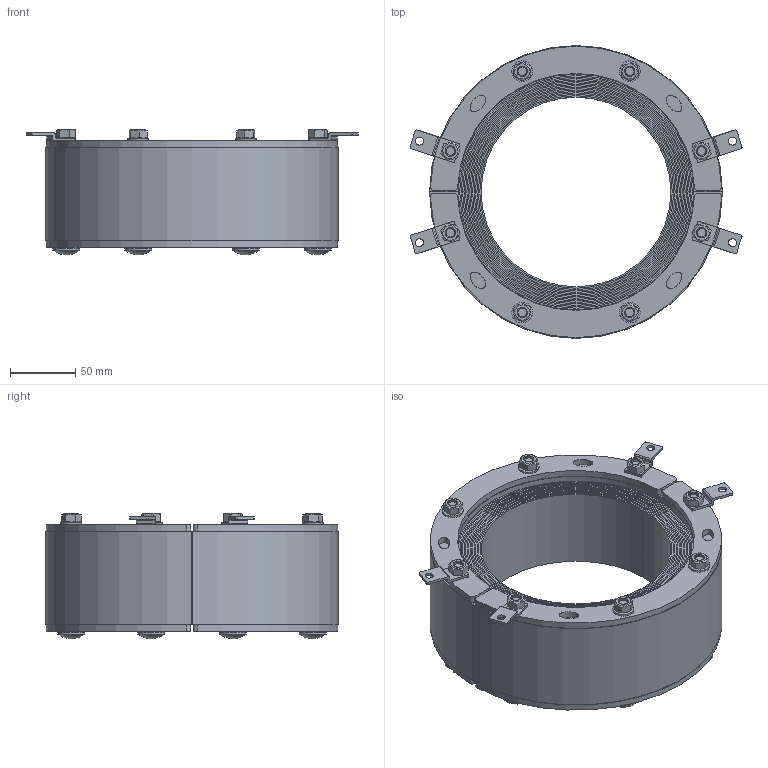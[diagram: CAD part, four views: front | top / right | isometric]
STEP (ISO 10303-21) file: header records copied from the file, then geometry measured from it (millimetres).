
FILE_DESCRIPTION(/* description */ ('RUBBER PROFILE'),/* implementation_level */ '2;1');
FILE_NAME(/* name */ 'RS_225_UG_WOC.stp',/* time_stamp */ '2018-06-26T15:15:26+02:00',/* author */ ('se-tontor'),/* organization */ (''),/* preprocessor_version */ 'ST-DEVELOPER v16.1',/* originating_system */ 'Autodesk Inventor 2016',/* authorisation */ '');
FILE_SCHEMA (('AUTOMOTIVE_DESIGN { 1 0 10303 214 3 1 1 }'));
Length unit declared in the file: millimetre
Products named in the file (10): 100-092019; 100-087460; 100-092018; 100-092016; 100-001221; 100-003448; 100-001228; 100-002310; 100-051209-01; 100-092015
Assembly tree (40 placements, depth 3):
  100-092015
    100-092018  x2
      100-092019
      100-087460
    100-092016  x4
    100-001221  x8
    100-003448  x8
    100-001228  x8
    100-002310  x4
    100-051209-01  x4
Bounding box: 255.19 x 225 x 96.57 mm (x, y, z)
Volume: 1734430.1 mm3; surface area: 1304835.5 mm2
Topology: 70 solids, 70 shells, 1742 faces, 4388 edges, 2904 vertices
Faces by surface type: plane 1048, bspline 370, cylinder 244, cone 72, sphere 8
Full cylindrical faces by diameter (mm): 6.2 x4, 6.647 x8, 7.5 x8, 8 x8, 8.2 x4, 8.4 x4, 16 x4, 20.65 x8, 20.7 x8
Entity records: 22510 total; most frequent: CARTESIAN_POINT 6246, ORIENTED_EDGE 3540, DIRECTION 2686, EDGE_CURVE 1770, LINE 1222, VECTOR 1222, VERTEX_POINT 1188, EDGE_LOOP 804
